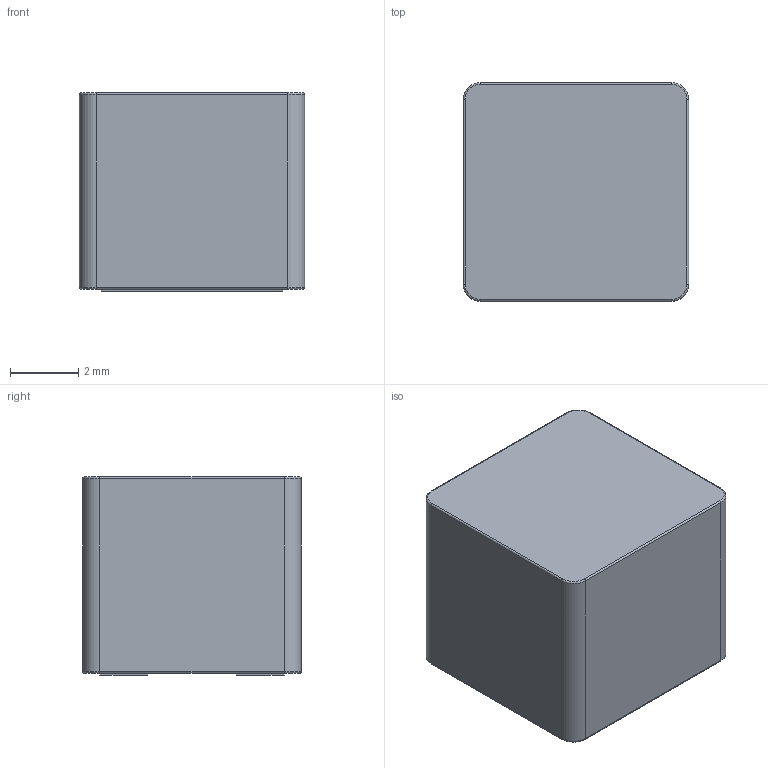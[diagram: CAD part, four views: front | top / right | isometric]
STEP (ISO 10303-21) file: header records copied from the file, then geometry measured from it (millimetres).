
FILE_DESCRIPTION(/* description */ (''),/* implementation_level */ '2;1');
FILE_NAME(/* name */ 'L_Bourns_SRP6060FA.step',/* time_stamp */ '2024-07-13T15:26:01+02:00',/* author */ (''),/* organization */ (''),/* preprocessor_version */ 'ST-DEVELOPER v20',/* originating_system */ 'Autodesk Translation Framework v13.14.0.145',/* authorisation */ '');
FILE_SCHEMA (('AUTOMOTIVE_DESIGN { 1 0 10303 214 3 1 1 }'));
Length unit declared in the file: millimetre
Products named in the file (1): L_SRP6060FA
Bounding box: 6.6 x 6.4 x 5.8 mm (x, y, z)
Volume: 242.4 mm3; surface area: 258.6 mm2
Topology: 3 solids, 3 shells, 38 faces, 80 edges, 48 vertices
Faces by surface type: plane 18, cylinder 12, torus 8
Entity records: 1053 total; most frequent: DIRECTION 190, CARTESIAN_POINT 167, ORIENTED_EDGE 160, EDGE_CURVE 80, AXIS2_PLACEMENT_3D 71, LINE 48, VECTOR 48, VERTEX_POINT 48
